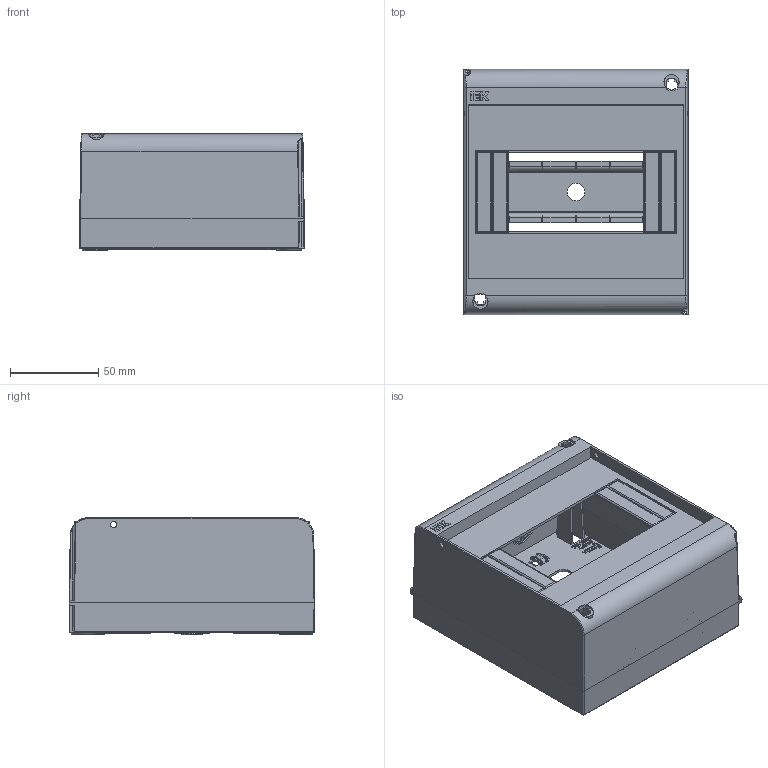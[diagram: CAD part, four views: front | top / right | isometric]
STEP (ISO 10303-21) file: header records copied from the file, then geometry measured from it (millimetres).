
FILE_DESCRIPTION (( 'STEP AP203' ), '1' );
FILE_NAME ('UIM-KP71-N-06-20-K02_UNION Mini Êîðïóñ ïëàñòèê. ÊÌÏí-6 IP20 áåç äâåðè ÷åðíûé IEK.STEP', '2024-03-27T12:34:15', ( '' ), ( '' ), 'SwSTEP 2.0', 'SolidWorks 2022', '' );
FILE_SCHEMA (( 'CONFIG_CONTROL_DESIGN' ));
Length unit declared in the file: millimetre
Products named in the file (1): UIM-KP71-N-06-20-K02_UNION Mini Корпус пластик. КМПн-6 IP20 без двери черный IEK
Bounding box: 127 x 139 x 66.3 mm (x, y, z)
Volume: 109216 mm3; surface area: 138341.5 mm2
Topology: 2 solids, 2 shells, 1592 faces, 4333 edges, 2802 vertices
Faces by surface type: plane 881, cylinder 315, bspline 180, cone 137, torus 64, sphere 15
Entity records: 57529 total; most frequent: CARTESIAN_POINT 19127, ORIENTED_EDGE 8650, DIRECTION 7092, EDGE_CURVE 4325, VERTEX_POINT 2802, VECTOR 2732, LINE 2732, AXIS2_PLACEMENT_3D 2180
